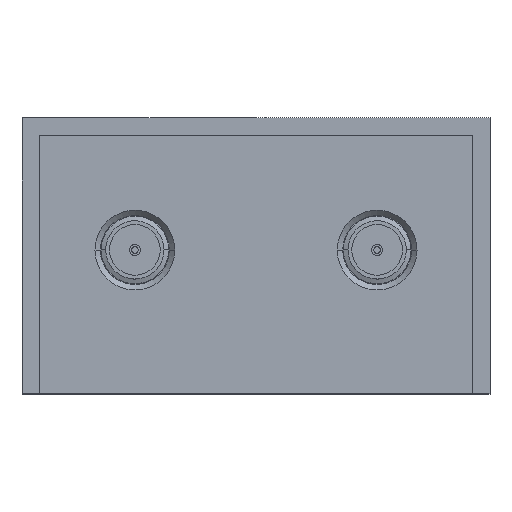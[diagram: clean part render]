
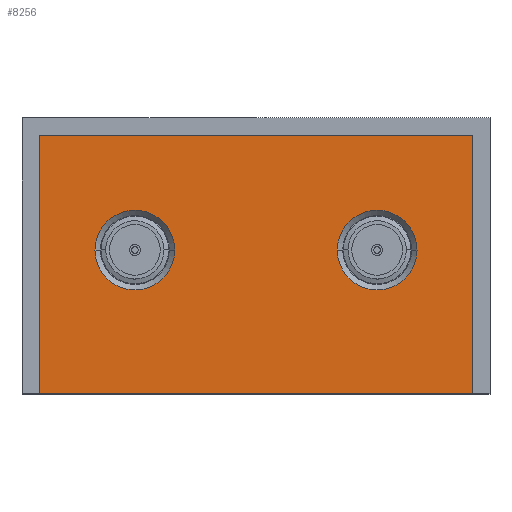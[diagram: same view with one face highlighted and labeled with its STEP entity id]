
A CAD part, top view. The second image highlights one B-rep face of the part: STEP entity #8256.
In plain terms, the highlighted planar face has unit normal (0, 0, 1).
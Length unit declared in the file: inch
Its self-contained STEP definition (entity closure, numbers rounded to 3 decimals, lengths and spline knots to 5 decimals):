
#422 = AXIS2_PLACEMENT_3D ( 'NONE', #39900, #35760, #50815 ) ;
#896 = CARTESIAN_POINT ( 'NONE',  ( -0.788, 0., 0.875 ) ) ;
#2339 = CARTESIAN_POINT ( 'NONE',  ( -0.44, 0.52, 0.875 ) ) ;
#3647 = CIRCLE ( 'NONE', #51044, 0.145 ) ;
#4517 = LINE ( 'NONE', #896, #45282 ) ;
#4810 = VERTEX_POINT ( 'NONE', #45047 ) ;
#5162 = CIRCLE ( 'NONE', #10975, 0.145 ) ;
#5596 = ORIENTED_EDGE ( 'NONE', *, *, #18494, .F. ) ;
#6153 = CARTESIAN_POINT ( 'NONE',  ( 0.44, 0.52, 0.875 ) ) ;
#6384 = DIRECTION ( 'NONE',  ( 1., 0., 0. ) ) ;
#6474 = DIRECTION ( 'NONE',  ( 1., 0., 0. ) ) ;
#7168 = EDGE_CURVE ( 'NONE', #26547, #46289, #4517, .T. ) ;
#8256 = ADVANCED_FACE ( 'NONE', ( #30766, #22233, #42772 ), #23031, .F. ) ;
#8483 = CARTESIAN_POINT ( 'NONE',  ( -0.788, 0., 0.875 ) ) ;
#9537 = CARTESIAN_POINT ( 'NONE',  ( -0.788, 0.938, 0.875 ) ) ;
#10071 = ORIENTED_EDGE ( 'NONE', *, *, #50021, .T. ) ;
#10975 = AXIS2_PLACEMENT_3D ( 'NONE', #12501, #27369, #44279 ) ;
#11124 = DIRECTION ( 'NONE',  ( 1., 0., 0. ) ) ;
#11229 = CARTESIAN_POINT ( 'NONE',  ( 0.788, 0.938, 0.875 ) ) ;
#11583 = EDGE_LOOP ( 'NONE', ( #27261, #5596, #43154, #10071 ) ) ;
#12055 = DIRECTION ( 'NONE',  ( 0., -1., 0. ) ) ;
#12501 = CARTESIAN_POINT ( 'NONE',  ( 0.44, 0.52, 0.875 ) ) ;
#18258 = VERTEX_POINT ( 'NONE', #49977 ) ;
#18459 = ORIENTED_EDGE ( 'NONE', *, *, #20594, .F. ) ;
#18494 = EDGE_CURVE ( 'NONE', #19336, #46289, #39606, .T. ) ;
#19336 = VERTEX_POINT ( 'NONE', #43066 ) ;
#20594 = EDGE_CURVE ( 'NONE', #40148, #33187, #29557, .T. ) ;
#21053 = ORIENTED_EDGE ( 'NONE', *, *, #32707, .F. ) ;
#21241 = EDGE_CURVE ( 'NONE', #18258, #4810, #34675, .T. ) ;
#21379 = ORIENTED_EDGE ( 'NONE', *, *, #32303, .F. ) ;
#21648 = DIRECTION ( 'NONE',  ( 0., 0., 1. ) ) ;
#22058 = CARTESIAN_POINT ( 'NONE',  ( -0.44, 0.52, 0.875 ) ) ;
#22233 = FACE_BOUND ( 'NONE', #22425, .T. ) ;
#22425 = EDGE_LOOP ( 'NONE', ( #21379, #18459 ) ) ;
#22841 = DIRECTION ( 'NONE',  ( 0., 0., 1. ) ) ;
#23031 = PLANE ( 'NONE',  #422 ) ;
#24018 = DIRECTION ( 'NONE',  ( 0., -1., 0. ) ) ;
#24547 = CARTESIAN_POINT ( 'NONE',  ( 0.788, 0., 0.875 ) ) ;
#25200 = DIRECTION ( 'NONE',  ( 1., 0., 0. ) ) ;
#26143 = EDGE_LOOP ( 'NONE', ( #21053, #51525 ) ) ;
#26547 = VERTEX_POINT ( 'NONE', #8483 ) ;
#27261 = ORIENTED_EDGE ( 'NONE', *, *, #7168, .T. ) ;
#27369 = DIRECTION ( 'NONE',  ( 0., 0., 1. ) ) ;
#28087 = CARTESIAN_POINT ( 'NONE',  ( 0.585, 0.52, 0.875 ) ) ;
#29557 = CIRCLE ( 'NONE', #47851, 0.145 ) ;
#29924 = VERTEX_POINT ( 'NONE', #34623 ) ;
#30766 = FACE_BOUND ( 'NONE', #26143, .T. ) ;
#32303 = EDGE_CURVE ( 'NONE', #33187, #40148, #5162, .T. ) ;
#32707 = EDGE_CURVE ( 'NONE', #4810, #18258, #3647, .T. ) ;
#33187 = VERTEX_POINT ( 'NONE', #28087 ) ;
#34623 = CARTESIAN_POINT ( 'NONE',  ( -0.788, 0.938, 0.875 ) ) ;
#34675 = CIRCLE ( 'NONE', #44666, 0.145 ) ;
#35760 = DIRECTION ( 'NONE',  ( 0., 0., -1. ) ) ;
#38987 = DIRECTION ( 'NONE',  ( 0., 0., 1. ) ) ;
#39374 = LINE ( 'NONE', #51340, #44023 ) ;
#39385 = VECTOR ( 'NONE', #24018, 39.37008 ) ;
#39606 = LINE ( 'NONE', #11229, #39385 ) ;
#39900 = CARTESIAN_POINT ( 'NONE',  ( -0.788, 0.938, 0.875 ) ) ;
#40148 = VERTEX_POINT ( 'NONE', #47294 ) ;
#41581 = LINE ( 'NONE', #9537, #44510 ) ;
#42772 = FACE_OUTER_BOUND ( 'NONE', #11583, .T. ) ;
#43066 = CARTESIAN_POINT ( 'NONE',  ( 0.788, 0.938, 0.875 ) ) ;
#43154 = ORIENTED_EDGE ( 'NONE', *, *, #47787, .F. ) ;
#44023 = VECTOR ( 'NONE', #12055, 39.37008 ) ;
#44279 = DIRECTION ( 'NONE',  ( 1., 0., 0. ) ) ;
#44510 = VECTOR ( 'NONE', #25200, 39.37008 ) ;
#44666 = AXIS2_PLACEMENT_3D ( 'NONE', #2339, #21648, #6474 ) ;
#45047 = CARTESIAN_POINT ( 'NONE',  ( -0.295, 0.52, 0.875 ) ) ;
#45282 = VECTOR ( 'NONE', #49024, 39.37008 ) ;
#46289 = VERTEX_POINT ( 'NONE', #24547 ) ;
#47294 = CARTESIAN_POINT ( 'NONE',  ( 0.295, 0.52, 0.875 ) ) ;
#47787 = EDGE_CURVE ( 'NONE', #29924, #19336, #41581, .T. ) ;
#47851 = AXIS2_PLACEMENT_3D ( 'NONE', #6153, #38987, #11124 ) ;
#49024 = DIRECTION ( 'NONE',  ( 1., 0., 0. ) ) ;
#49977 = CARTESIAN_POINT ( 'NONE',  ( -0.585, 0.52, 0.875 ) ) ;
#50021 = EDGE_CURVE ( 'NONE', #29924, #26547, #39374, .T. ) ;
#50815 = DIRECTION ( 'NONE',  ( -1., 0., 0. ) ) ;
#51044 = AXIS2_PLACEMENT_3D ( 'NONE', #22058, #22841, #6384 ) ;
#51340 = CARTESIAN_POINT ( 'NONE',  ( -0.788, 0.938, 0.875 ) ) ;
#51525 = ORIENTED_EDGE ( 'NONE', *, *, #21241, .F. ) ;
